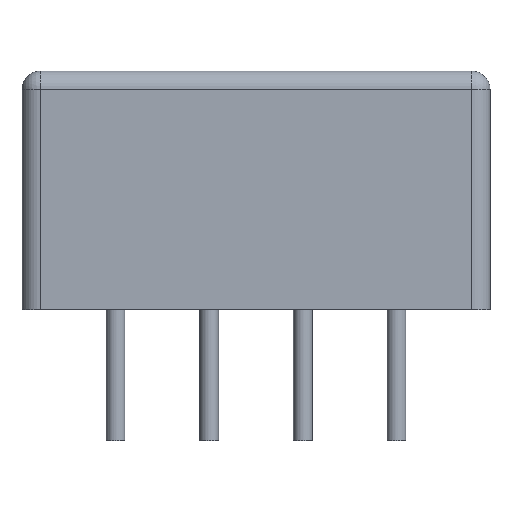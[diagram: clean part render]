
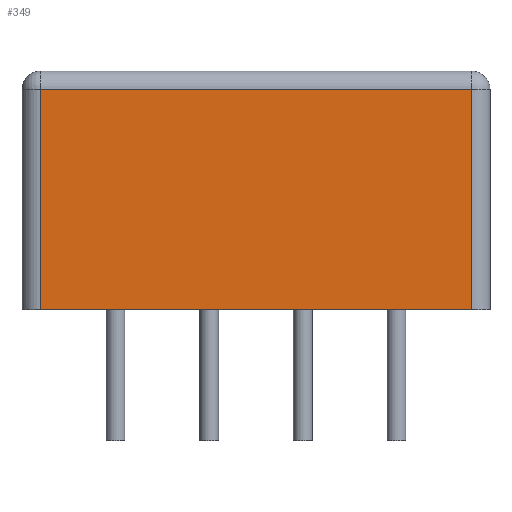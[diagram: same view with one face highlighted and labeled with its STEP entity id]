
A CAD part, front view. The second image highlights one B-rep face of the part: STEP entity #349.
In plain terms, the highlighted planar face has unit normal (0, -1, 0).
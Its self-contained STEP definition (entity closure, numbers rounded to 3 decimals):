
#80 = VERTEX_POINT('',#81);
#81 = CARTESIAN_POINT('',(-2.,-4.,0.1));
#88 = EDGE_CURVE('',#80,#89,#91,.T.);
#89 = VERTEX_POINT('',#90);
#90 = CARTESIAN_POINT('',(9.7,-4.,0.1));
#91 = LINE('',#92,#93);
#92 = CARTESIAN_POINT('',(-2.5,-4.,0.1));
#93 = VECTOR('',#94,1.);
#94 = DIRECTION('',(1.,0.,0.));
#198 = EDGE_CURVE('',#80,#199,#201,.T.);
#199 = VERTEX_POINT('',#200);
#200 = CARTESIAN_POINT('',(-2.,-4.,6.08));
#201 = LINE('',#202,#203);
#202 = CARTESIAN_POINT('',(-2.,-4.,0.1));
#203 = VECTOR('',#204,1.);
#204 = DIRECTION('',(0.,0.,1.));
#330 = VERTEX_POINT('',#331);
#331 = CARTESIAN_POINT('',(9.7,-4.,6.08));
#338 = EDGE_CURVE('',#89,#330,#339,.T.);
#339 = LINE('',#340,#341);
#340 = CARTESIAN_POINT('',(9.7,-4.,0.1));
#341 = VECTOR('',#342,1.);
#342 = DIRECTION('',(0.,0.,1.));
#349 = ADVANCED_FACE('',(#350),#361,.F.);
#350 = FACE_BOUND('',#351,.F.);
#351 = EDGE_LOOP('',(#352,#358,#359,#360));
#352 = ORIENTED_EDGE('',*,*,#353,.T.);
#353 = EDGE_CURVE('',#199,#330,#354,.T.);
#354 = LINE('',#355,#356);
#355 = CARTESIAN_POINT('',(-2.5,-4.,6.08));
#356 = VECTOR('',#357,1.);
#357 = DIRECTION('',(1.,0.,0.));
#358 = ORIENTED_EDGE('',*,*,#338,.F.);
#359 = ORIENTED_EDGE('',*,*,#88,.F.);
#360 = ORIENTED_EDGE('',*,*,#198,.T.);
#361 = PLANE('',#362);
#362 = AXIS2_PLACEMENT_3D('',#363,#364,#365);
#363 = CARTESIAN_POINT('',(-2.5,-4.,0.1));
#364 = DIRECTION('',(0.,1.,0.));
#365 = DIRECTION('',(1.,0.,0.));
